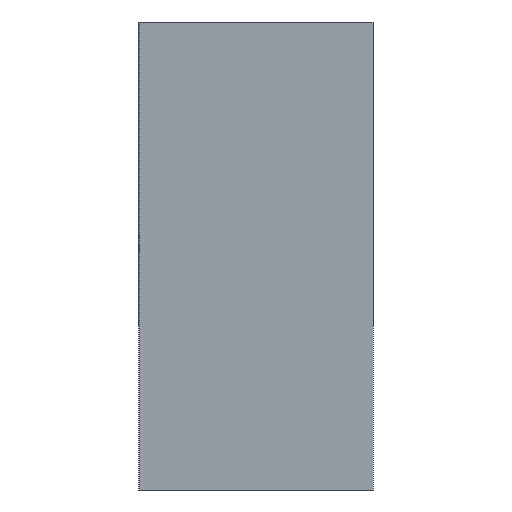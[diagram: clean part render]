
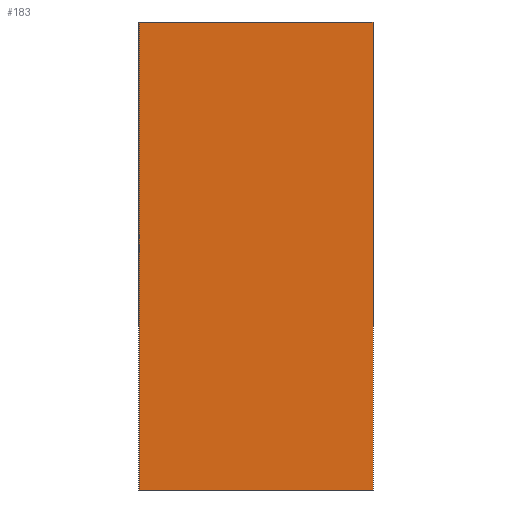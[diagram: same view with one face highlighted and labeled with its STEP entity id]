
A CAD part, front view. The second image highlights one B-rep face of the part: STEP entity #183.
In plain terms, the highlighted planar face has unit normal (0, -1, 0).
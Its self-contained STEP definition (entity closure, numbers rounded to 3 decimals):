
#19=PLANE('',#211);
#29=FACE_OUTER_BOUND('',#39,.T.);
#39=EDGE_LOOP('',(#155,#156,#157,#158));
#50=LINE('',#291,#70);
#55=LINE('',#301,#75);
#58=LINE('',#307,#78);
#59=LINE('',#308,#79);
#70=VECTOR('',#240,10.);
#75=VECTOR('',#249,10.);
#78=VECTOR('',#254,10.);
#79=VECTOR('',#255,10.);
#95=VERTEX_POINT('',#288);
#96=VERTEX_POINT('',#290);
#99=VERTEX_POINT('',#300);
#101=VERTEX_POINT('',#306);
#114=EDGE_CURVE('',#95,#96,#50,.T.);
#119=EDGE_CURVE('',#99,#96,#55,.T.);
#122=EDGE_CURVE('',#101,#99,#58,.T.);
#123=EDGE_CURVE('',#101,#95,#59,.T.);
#155=ORIENTED_EDGE('',*,*,#122,.T.);
#156=ORIENTED_EDGE('',*,*,#119,.T.);
#157=ORIENTED_EDGE('',*,*,#114,.F.);
#158=ORIENTED_EDGE('',*,*,#123,.F.);
#183=ADVANCED_FACE('',(#29),#19,.T.);
#211=AXIS2_PLACEMENT_3D('',#305,#252,#253);
#240=DIRECTION('',(1.,0.,0.));
#249=DIRECTION('',(0.,0.,1.));
#252=DIRECTION('center_axis',(0.,-1.,0.));
#253=DIRECTION('ref_axis',(1.,0.,0.));
#254=DIRECTION('',(1.,0.,0.));
#255=DIRECTION('',(0.,0.,1.));
#288=CARTESIAN_POINT('',(77.666,-20.,-72.999));
#290=CARTESIAN_POINT('',(87.666,-20.,-72.999));
#291=CARTESIAN_POINT('',(77.666,-20.,-72.999));
#300=CARTESIAN_POINT('',(87.666,-20.,-92.999));
#301=CARTESIAN_POINT('',(87.666,-20.,-92.999));
#305=CARTESIAN_POINT('Origin',(77.666,-20.,-92.999));
#306=CARTESIAN_POINT('',(77.666,-20.,-92.999));
#307=CARTESIAN_POINT('',(77.666,-20.,-92.999));
#308=CARTESIAN_POINT('',(77.666,-20.,-92.999));
